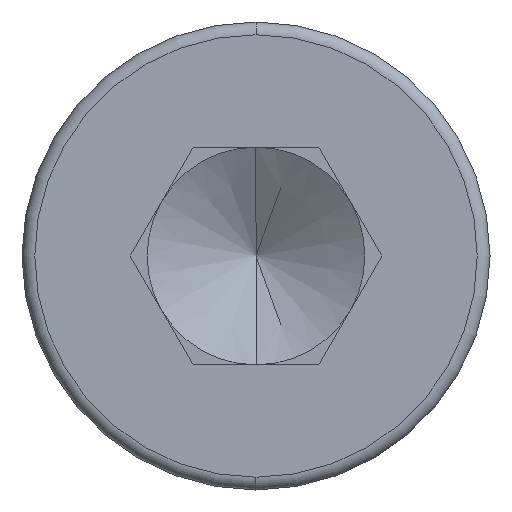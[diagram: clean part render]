
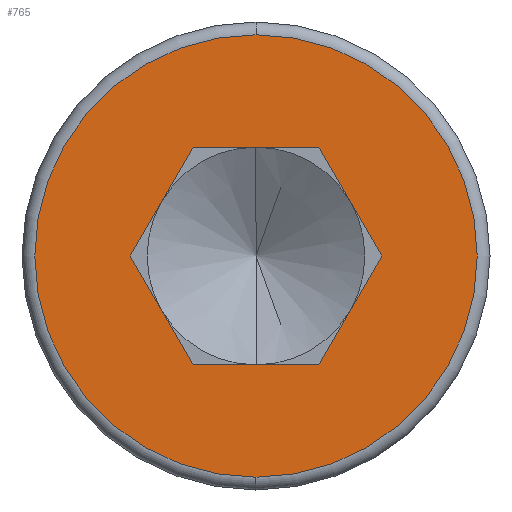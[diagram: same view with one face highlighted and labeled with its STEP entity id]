
A CAD part, left-side view. The second image highlights one B-rep face of the part: STEP entity #765.
In plain terms, the highlighted planar face has unit normal (-1, 0, 0).
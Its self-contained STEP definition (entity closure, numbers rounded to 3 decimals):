
#13 = CIRCLE ( 'NONE', #790, 2.6 ) ;
#30 = VERTEX_POINT ( 'NONE', #560 ) ;
#43 = CARTESIAN_POINT ( 'NONE',  ( 0., 0., 0. ) ) ;
#54 = VERTEX_POINT ( 'NONE', #703 ) ;
#56 = CARTESIAN_POINT ( 'NONE',  ( 0., -0.739, 1.28 ) ) ;
#60 = VERTEX_POINT ( 'NONE', #625 ) ;
#65 = CARTESIAN_POINT ( 'NONE',  ( 0., -0.739, 1.28 ) ) ;
#71 = DIRECTION ( 'NONE',  ( 0., -1., 0. ) ) ;
#72 = VECTOR ( 'NONE', #206, 1000. ) ;
#77 = DIRECTION ( 'NONE',  ( 0., 0., 1. ) ) ;
#94 = LINE ( 'NONE', #56, #134 ) ;
#101 = CARTESIAN_POINT ( 'NONE',  ( 0., 0.739, -1.28 ) ) ;
#129 = CARTESIAN_POINT ( 'NONE',  ( 0., 0.739, -1.28 ) ) ;
#134 = VECTOR ( 'NONE', #590, 1000. ) ;
#135 = VERTEX_POINT ( 'NONE', #101 ) ;
#149 = CARTESIAN_POINT ( 'NONE',  ( 0., 1.478, 0. ) ) ;
#164 = FACE_OUTER_BOUND ( 'NONE', #238, .T. ) ;
#167 = EDGE_CURVE ( 'NONE', #30, #54, #561, .T. ) ;
#170 = LINE ( 'NONE', #65, #629 ) ;
#173 = ORIENTED_EDGE ( 'NONE', *, *, #511, .F. ) ;
#185 = DIRECTION ( 'NONE',  ( 0., 1., 0. ) ) ;
#195 = VERTEX_POINT ( 'NONE', #463 ) ;
#200 = AXIS2_PLACEMENT_3D ( 'NONE', #43, #202, #448 ) ;
#202 = DIRECTION ( 'NONE',  ( -1., 0., 0. ) ) ;
#206 = DIRECTION ( 'NONE',  ( 0., -0.5, 0.866 ) ) ;
#238 = EDGE_LOOP ( 'NONE', ( #758, #678 ) ) ;
#249 = DIRECTION ( 'NONE',  ( -1., 0., 0. ) ) ;
#259 = LINE ( 'NONE', #149, #72 ) ;
#288 = VECTOR ( 'NONE', #751, 1000. ) ;
#299 = EDGE_CURVE ( 'NONE', #418, #30, #94, .T. ) ;
#310 = VECTOR ( 'NONE', #516, 1000. ) ;
#316 = CARTESIAN_POINT ( 'NONE',  ( 0., 1.478, 0. ) ) ;
#318 = CARTESIAN_POINT ( 'NONE',  ( 0., 0., 0. ) ) ;
#368 = CARTESIAN_POINT ( 'NONE',  ( 0., -0.739, 1.28 ) ) ;
#393 = EDGE_CURVE ( 'NONE', #686, #60, #13, .T. ) ;
#418 = VERTEX_POINT ( 'NONE', #368 ) ;
#421 = EDGE_CURVE ( 'NONE', #418, #603, #170, .T. ) ;
#423 = CARTESIAN_POINT ( 'NONE',  ( 0., 0., 0. ) ) ;
#434 = DIRECTION ( 'NONE',  ( -1., 0., 0. ) ) ;
#435 = ORIENTED_EDGE ( 'NONE', *, *, #466, .F. ) ;
#448 = DIRECTION ( 'NONE',  ( 0., 0., 1. ) ) ;
#451 = VECTOR ( 'NONE', #71, 1000. ) ;
#461 = ORIENTED_EDGE ( 'NONE', *, *, #167, .T. ) ;
#463 = CARTESIAN_POINT ( 'NONE',  ( 0., 1.478, 0. ) ) ;
#464 = EDGE_CURVE ( 'NONE', #60, #686, #760, .T. ) ;
#466 = EDGE_CURVE ( 'NONE', #135, #54, #487, .T. ) ;
#479 = ORIENTED_EDGE ( 'NONE', *, *, #299, .T. ) ;
#486 = ORIENTED_EDGE ( 'NONE', *, *, #669, .T. ) ;
#487 = LINE ( 'NONE', #129, #451 ) ;
#498 = AXIS2_PLACEMENT_3D ( 'NONE', #318, #249, #77 ) ;
#507 = CARTESIAN_POINT ( 'NONE',  ( 0., 0.739, 1.28 ) ) ;
#511 = EDGE_CURVE ( 'NONE', #195, #135, #763, .T. ) ;
#516 = DIRECTION ( 'NONE',  ( 0., 0.5, -0.866 ) ) ;
#543 = DIRECTION ( 'NONE',  ( 0., 0., 1. ) ) ;
#549 = ORIENTED_EDGE ( 'NONE', *, *, #421, .F. ) ;
#560 = CARTESIAN_POINT ( 'NONE',  ( 0., -1.478, 0. ) ) ;
#561 = LINE ( 'NONE', #641, #310 ) ;
#574 = CARTESIAN_POINT ( 'NONE',  ( 0., 0., 2.6 ) ) ;
#590 = DIRECTION ( 'NONE',  ( 0., -0.5, -0.866 ) ) ;
#603 = VERTEX_POINT ( 'NONE', #507 ) ;
#625 = CARTESIAN_POINT ( 'NONE',  ( 0., 0., -2.6 ) ) ;
#629 = VECTOR ( 'NONE', #185, 1000. ) ;
#631 = EDGE_LOOP ( 'NONE', ( #486, #549, #479, #461, #435, #173 ) ) ;
#641 = CARTESIAN_POINT ( 'NONE',  ( 0., -1.478, 0. ) ) ;
#660 = FACE_BOUND ( 'NONE', #631, .T. ) ;
#669 = EDGE_CURVE ( 'NONE', #195, #603, #259, .T. ) ;
#678 = ORIENTED_EDGE ( 'NONE', *, *, #464, .T. ) ;
#686 = VERTEX_POINT ( 'NONE', #574 ) ;
#703 = CARTESIAN_POINT ( 'NONE',  ( 0., -0.739, -1.28 ) ) ;
#704 = PLANE ( 'NONE',  #200 ) ;
#751 = DIRECTION ( 'NONE',  ( 0., -0.5, -0.866 ) ) ;
#758 = ORIENTED_EDGE ( 'NONE', *, *, #393, .T. ) ;
#760 = CIRCLE ( 'NONE', #498, 2.6 ) ;
#763 = LINE ( 'NONE', #316, #288 ) ;
#765 = ADVANCED_FACE ( 'NONE', ( #660, #164 ), #704, .T. ) ;
#790 = AXIS2_PLACEMENT_3D ( 'NONE', #423, #434, #543 ) ;
